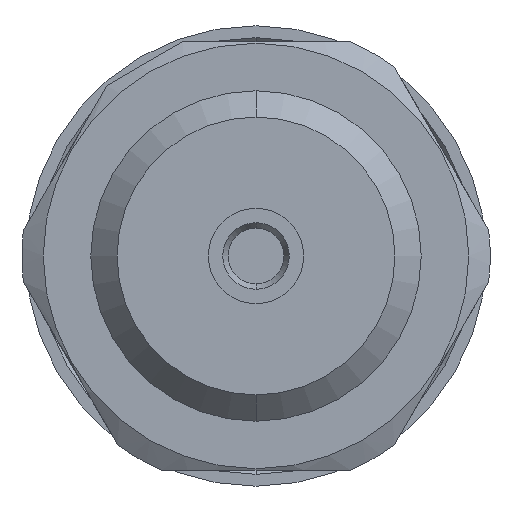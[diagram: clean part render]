
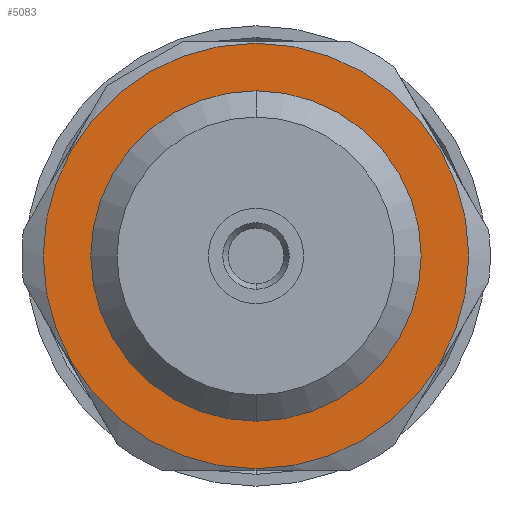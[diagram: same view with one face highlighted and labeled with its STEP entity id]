
A CAD part, front view. The second image highlights one B-rep face of the part: STEP entity #5083.
In plain terms, the highlighted face is planar.
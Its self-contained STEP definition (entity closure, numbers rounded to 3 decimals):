
#378 = CARTESIAN_POINT ( 'NONE',  ( 33.73, 0., 13.4 ) ) ;
#576 = EDGE_CURVE ( 'NONE', #1506, #7866, #6583, .T. ) ;
#916 = AXIS2_PLACEMENT_3D ( 'NONE', #2845, #2861, #2865 ) ;
#1506 = VERTEX_POINT ( 'NONE', #4869 ) ;
#1670 = FACE_OUTER_BOUND ( 'NONE', #3998, .T. ) ;
#2057 = CIRCLE ( 'NONE', #5575, 9.5 ) ;
#2122 = VERTEX_POINT ( 'NONE', #2471 ) ;
#2329 = DIRECTION ( 'NONE',  ( 0., 0., 1. ) ) ;
#2345 = PLANE ( 'NONE',  #7091 ) ;
#2376 = CARTESIAN_POINT ( 'NONE',  ( 33.73, 13.4, 0. ) ) ;
#2471 = CARTESIAN_POINT ( 'NONE',  ( 33.73, 0., -13.4 ) ) ;
#2489 = ORIENTED_EDGE ( 'NONE', *, *, #5049, .T. ) ;
#2506 = ORIENTED_EDGE ( 'NONE', *, *, #576, .T. ) ;
#2516 = ORIENTED_EDGE ( 'NONE', *, *, #3732, .F. ) ;
#2523 = ORIENTED_EDGE ( 'NONE', *, *, #7494, .F. ) ;
#2638 = DIRECTION ( 'NONE',  ( 0., 0., 1. ) ) ;
#2653 = DIRECTION ( 'NONE',  ( -1., 0., 0. ) ) ;
#2659 = CARTESIAN_POINT ( 'NONE',  ( 33.73, 0., 0. ) ) ;
#2845 = CARTESIAN_POINT ( 'NONE',  ( 33.73, 0., 0. ) ) ;
#2861 = DIRECTION ( 'NONE',  ( -1., 0., 0. ) ) ;
#2865 = DIRECTION ( 'NONE',  ( 0., 0., 1. ) ) ;
#3474 = CIRCLE ( 'NONE', #3760, 13.4 ) ;
#3713 = FACE_BOUND ( 'NONE', #4348, .T. ) ;
#3732 = EDGE_CURVE ( 'NONE', #2122, #5456, #3474, .T. ) ;
#3760 = AXIS2_PLACEMENT_3D ( 'NONE', #6631, #6608, #6546 ) ;
#3998 = EDGE_LOOP ( 'NONE', ( #2523, #2516 ) ) ;
#4037 = AXIS2_PLACEMENT_3D ( 'NONE', #6819, #6810, #6808 ) ;
#4348 = EDGE_LOOP ( 'NONE', ( #2506, #2489 ) ) ;
#4869 = CARTESIAN_POINT ( 'NONE',  ( 33.73, 0., 9.5 ) ) ;
#4989 = CIRCLE ( 'NONE', #4037, 13.4 ) ;
#5049 = EDGE_CURVE ( 'NONE', #7866, #1506, #2057, .T. ) ;
#5083 = ADVANCED_FACE ( 'NONE', ( #1670, #3713 ), #2345, .F. ) ;
#5456 = VERTEX_POINT ( 'NONE', #378 ) ;
#5575 = AXIS2_PLACEMENT_3D ( 'NONE', #2659, #2653, #2638 ) ;
#6166 = CARTESIAN_POINT ( 'NONE',  ( 33.73, 0., -9.5 ) ) ;
#6546 = DIRECTION ( 'NONE',  ( 0., 0., 1. ) ) ;
#6583 = CIRCLE ( 'NONE', #916, 9.5 ) ;
#6608 = DIRECTION ( 'NONE',  ( -1., 0., 0. ) ) ;
#6631 = CARTESIAN_POINT ( 'NONE',  ( 33.73, 0., 0. ) ) ;
#6808 = DIRECTION ( 'NONE',  ( 0., 0., 1. ) ) ;
#6810 = DIRECTION ( 'NONE',  ( -1., 0., 0. ) ) ;
#6819 = CARTESIAN_POINT ( 'NONE',  ( 33.73, 0., 0. ) ) ;
#7091 = AXIS2_PLACEMENT_3D ( 'NONE', #2376, #7177, #2329 ) ;
#7177 = DIRECTION ( 'NONE',  ( -1., 0., 0. ) ) ;
#7494 = EDGE_CURVE ( 'NONE', #5456, #2122, #4989, .T. ) ;
#7866 = VERTEX_POINT ( 'NONE', #6166 ) ;
